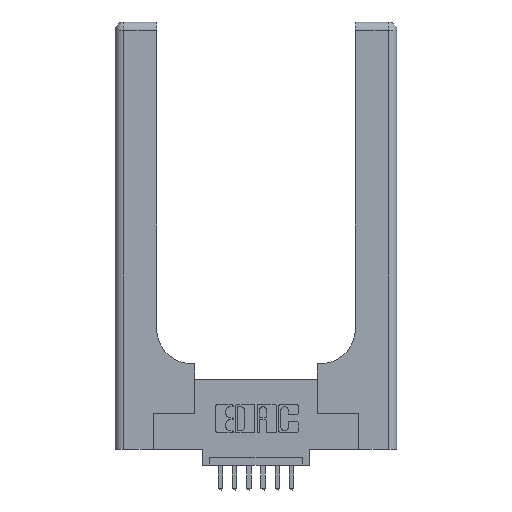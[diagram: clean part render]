
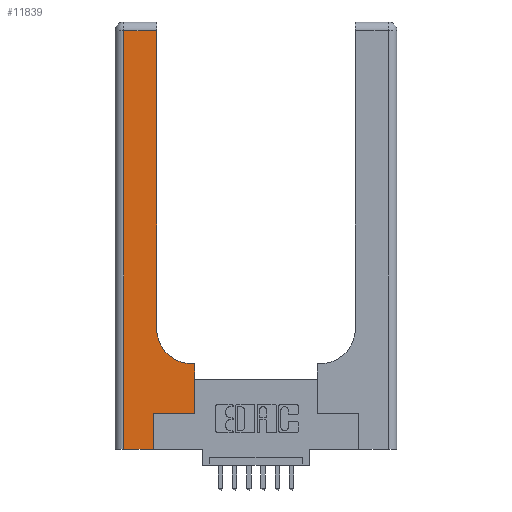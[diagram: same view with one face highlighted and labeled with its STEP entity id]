
A CAD part, top view. The second image highlights one B-rep face of the part: STEP entity #11839.
In plain terms, the highlighted planar face has unit normal (0, 0, 1).
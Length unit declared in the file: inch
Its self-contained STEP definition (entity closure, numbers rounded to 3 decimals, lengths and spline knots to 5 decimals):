
#1 = EDGE_CURVE ( 'NONE', #12004, #10477, #9928, .T. ) ;
#56 = VERTEX_POINT ( 'NONE', #12471 ) ;
#546 = DIRECTION ( 'NONE',  ( -1., 0., 0. ) ) ;
#902 = VERTEX_POINT ( 'NONE', #11938 ) ;
#906 = EDGE_CURVE ( 'NONE', #11767, #5675, #13126, .T. ) ;
#986 = VECTOR ( 'NONE', #6275, 39.37008 ) ;
#1008 = ORIENTED_EDGE ( 'NONE', *, *, #10733, .T. ) ;
#1230 = VECTOR ( 'NONE', #10492, 39.37008 ) ;
#1475 = LINE ( 'NONE', #4355, #5582 ) ;
#1693 = DIRECTION ( 'NONE',  ( -1., 0., 0. ) ) ;
#2314 = VECTOR ( 'NONE', #1693, 39.37008 ) ;
#2372 = CARTESIAN_POINT ( 'NONE',  ( 0.269, 0., 0.37 ) ) ;
#2434 = VECTOR ( 'NONE', #2889, 39.37008 ) ;
#2646 = VECTOR ( 'NONE', #12984, 39.37008 ) ;
#2864 = ORIENTED_EDGE ( 'NONE', *, *, #14371, .T. ) ;
#2889 = DIRECTION ( 'NONE',  ( 0., 1., 0. ) ) ;
#2972 = AXIS2_PLACEMENT_3D ( 'NONE', #11107, #5379, #9973 ) ;
#3006 = CARTESIAN_POINT ( 'NONE',  ( 0.06, 3., 0.37 ) ) ;
#3073 = DIRECTION ( 'NONE',  ( 1., 0., 0. ) ) ;
#3093 = EDGE_CURVE ( 'NONE', #5125, #5485, #1475, .T. ) ;
#3123 = EDGE_LOOP ( 'NONE', ( #2864, #13607, #5785, #5443, #9604, #1008, #11402, #10570, #3294 ) ) ;
#3294 = ORIENTED_EDGE ( 'NONE', *, *, #1, .T. ) ;
#3449 = CARTESIAN_POINT ( 'NONE',  ( 0.269, 0.25, 0.37 ) ) ;
#4141 = CARTESIAN_POINT ( 'NONE',  ( 0.06, 0., 0.37 ) ) ;
#4197 = CARTESIAN_POINT ( 'NONE',  ( 0., 2.94, 0.37 ) ) ;
#4355 = CARTESIAN_POINT ( 'NONE',  ( 0., 0., 0.37 ) ) ;
#4480 = AXIS2_PLACEMENT_3D ( 'NONE', #4981, #6156, #5074 ) ;
#4594 = VECTOR ( 'NONE', #546, 39.37008 ) ;
#4981 = CARTESIAN_POINT ( 'NONE',  ( 0., 3., 0.37 ) ) ;
#5027 = CARTESIAN_POINT ( 'NONE',  ( 0.2915, 3., 0.37 ) ) ;
#5074 = DIRECTION ( 'NONE',  ( -1., 0., 0. ) ) ;
#5125 = VERTEX_POINT ( 'NONE', #4141 ) ;
#5238 = CARTESIAN_POINT ( 'NONE',  ( 0.2915, 0.6, 0.37 ) ) ;
#5379 = DIRECTION ( 'NONE',  ( 0., 0., -1. ) ) ;
#5443 = ORIENTED_EDGE ( 'NONE', *, *, #3093, .T. ) ;
#5485 = VERTEX_POINT ( 'NONE', #11343 ) ;
#5582 = VECTOR ( 'NONE', #3073, 39.37008 ) ;
#5675 = VERTEX_POINT ( 'NONE', #10234 ) ;
#5785 = ORIENTED_EDGE ( 'NONE', *, *, #6145, .T. ) ;
#6145 = EDGE_CURVE ( 'NONE', #13896, #5125, #9393, .T. ) ;
#6156 = DIRECTION ( 'NONE',  ( 0., 0., -1. ) ) ;
#6217 = EDGE_CURVE ( 'NONE', #5675, #12004, #7073, .T. ) ;
#6275 = DIRECTION ( 'NONE',  ( 0., -1., 0. ) ) ;
#6822 = VECTOR ( 'NONE', #7060, 39.37008 ) ;
#7060 = DIRECTION ( 'NONE',  ( 0., 1., 0. ) ) ;
#7073 = LINE ( 'NONE', #5238, #4594 ) ;
#8287 = CARTESIAN_POINT ( 'NONE',  ( 0.5585, 0.25, 0.37 ) ) ;
#8708 = LINE ( 'NONE', #5027, #2646 ) ;
#9393 = LINE ( 'NONE', #3006, #986 ) ;
#9604 = ORIENTED_EDGE ( 'NONE', *, *, #12234, .T. ) ;
#9928 = CIRCLE ( 'NONE', #2972, 0.25 ) ;
#9973 = DIRECTION ( 'NONE',  ( 1., 0., 0. ) ) ;
#9983 = LINE ( 'NONE', #3449, #1230 ) ;
#10213 = CARTESIAN_POINT ( 'NONE',  ( 0.06, 2.94, 0.37 ) ) ;
#10234 = CARTESIAN_POINT ( 'NONE',  ( 0.5585, 0.6, 0.37 ) ) ;
#10477 = VERTEX_POINT ( 'NONE', #13409 ) ;
#10492 = DIRECTION ( 'NONE',  ( 1., 0., 0. ) ) ;
#10570 = ORIENTED_EDGE ( 'NONE', *, *, #6217, .T. ) ;
#10733 = EDGE_CURVE ( 'NONE', #902, #11767, #9983, .T. ) ;
#11107 = CARTESIAN_POINT ( 'NONE',  ( 0.5415, 0.85, 0.37 ) ) ;
#11343 = CARTESIAN_POINT ( 'NONE',  ( 0.269, 0., 0.37 ) ) ;
#11402 = ORIENTED_EDGE ( 'NONE', *, *, #906, .T. ) ;
#11425 = LINE ( 'NONE', #4197, #2314 ) ;
#11517 = CARTESIAN_POINT ( 'NONE',  ( 0.5415, 0.6, 0.37 ) ) ;
#11767 = VERTEX_POINT ( 'NONE', #8287 ) ;
#11839 = ADVANCED_FACE ( 'NONE', ( #12094 ), #13069, .F. ) ;
#11938 = CARTESIAN_POINT ( 'NONE',  ( 0.269, 0.25, 0.37 ) ) ;
#12004 = VERTEX_POINT ( 'NONE', #11517 ) ;
#12094 = FACE_OUTER_BOUND ( 'NONE', #3123, .T. ) ;
#12234 = EDGE_CURVE ( 'NONE', #5485, #902, #14314, .T. ) ;
#12471 = CARTESIAN_POINT ( 'NONE',  ( 0.2915, 2.94, 0.37 ) ) ;
#12974 = CARTESIAN_POINT ( 'NONE',  ( 0.5585, 0.25, 0.37 ) ) ;
#12984 = DIRECTION ( 'NONE',  ( 0., 1., 0. ) ) ;
#13069 = PLANE ( 'NONE',  #4480 ) ;
#13126 = LINE ( 'NONE', #12974, #2434 ) ;
#13190 = EDGE_CURVE ( 'NONE', #56, #13896, #11425, .T. ) ;
#13409 = CARTESIAN_POINT ( 'NONE',  ( 0.2915, 0.85, 0.37 ) ) ;
#13607 = ORIENTED_EDGE ( 'NONE', *, *, #13190, .T. ) ;
#13896 = VERTEX_POINT ( 'NONE', #10213 ) ;
#14314 = LINE ( 'NONE', #2372, #6822 ) ;
#14371 = EDGE_CURVE ( 'NONE', #10477, #56, #8708, .T. ) ;
